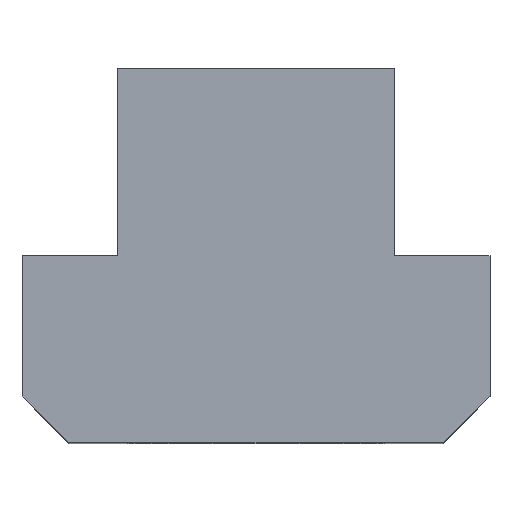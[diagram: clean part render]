
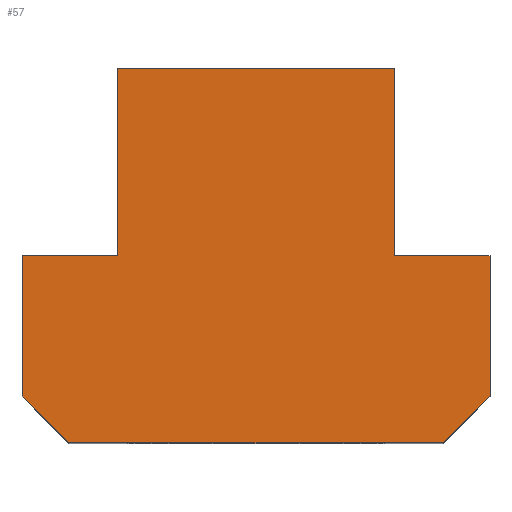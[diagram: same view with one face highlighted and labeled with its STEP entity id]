
A CAD part, top view. The second image highlights one B-rep face of the part: STEP entity #57.
In plain terms, the highlighted planar face has unit normal (0, 0, 1).
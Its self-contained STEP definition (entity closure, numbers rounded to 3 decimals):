
#57 = ADVANCED_FACE( '', ( #118 ), #119, .T. );
#118 = FACE_OUTER_BOUND( '', #175, .T. );
#119 = PLANE( '', #176 );
#175 = EDGE_LOOP( '', ( #268, #269, #270, #271, #272, #273, #274, #275, #276, #277 ) );
#176 = AXIS2_PLACEMENT_3D( '', #278, #279, #280 );
#268 = ORIENTED_EDGE( '', *, *, #359, .T. );
#269 = ORIENTED_EDGE( '', *, *, #360, .T. );
#270 = ORIENTED_EDGE( '', *, *, #338, .T. );
#271 = ORIENTED_EDGE( '', *, *, #361, .T. );
#272 = ORIENTED_EDGE( '', *, *, #324, .T. );
#273 = ORIENTED_EDGE( '', *, *, #357, .T. );
#274 = ORIENTED_EDGE( '', *, *, #362, .T. );
#275 = ORIENTED_EDGE( '', *, *, #333, .T. );
#276 = ORIENTED_EDGE( '', *, *, #363, .T. );
#277 = ORIENTED_EDGE( '', *, *, #343, .T. );
#278 = CARTESIAN_POINT( '', ( 0., 0., 20. ) );
#279 = DIRECTION( '', ( 0., 0., 1. ) );
#280 = DIRECTION( '', ( 1., 0., 0. ) );
#324 = EDGE_CURVE( '', #376, #374, #377, .T. );
#333 = EDGE_CURVE( '', #392, #390, #393, .T. );
#338 = EDGE_CURVE( '', #401, #399, #402, .T. );
#343 = EDGE_CURVE( '', #410, #408, #411, .T. );
#357 = EDGE_CURVE( '', #374, #427, #429, .T. );
#359 = EDGE_CURVE( '', #408, #431, #432, .T. );
#360 = EDGE_CURVE( '', #431, #401, #433, .T. );
#361 = EDGE_CURVE( '', #399, #376, #434, .T. );
#362 = EDGE_CURVE( '', #427, #392, #435, .T. );
#363 = EDGE_CURVE( '', #390, #410, #436, .T. );
#374 = VERTEX_POINT( '', #448 );
#376 = VERTEX_POINT( '', #451 );
#377 = LINE( '', #452, #453 );
#390 = VERTEX_POINT( '', #468 );
#392 = VERTEX_POINT( '', #471 );
#393 = LINE( '', #472, #473 );
#399 = VERTEX_POINT( '', #481 );
#401 = VERTEX_POINT( '', #484 );
#402 = LINE( '', #485, #486 );
#408 = VERTEX_POINT( '', #494 );
#410 = VERTEX_POINT( '', #497 );
#411 = LINE( '', #498, #499 );
#427 = VERTEX_POINT( '', #522 );
#429 = LINE( '', #525, #526 );
#431 = VERTEX_POINT( '', #528 );
#432 = LINE( '', #529, #530 );
#433 = LINE( '', #531, #532 );
#434 = LINE( '', #533, #534 );
#435 = LINE( '', #535, #536 );
#436 = LINE( '', #537, #538 );
#448 = CARTESIAN_POINT( '', ( 20., 16., 20. ) );
#451 = CARTESIAN_POINT( '', ( 20., 4., 20. ) );
#452 = CARTESIAN_POINT( '', ( 20., 4., 20. ) );
#453 = VECTOR( '', #548, 1000. );
#468 = CARTESIAN_POINT( '', ( -11.85, 32., 20. ) );
#471 = CARTESIAN_POINT( '', ( 11.85, 32., 20. ) );
#472 = CARTESIAN_POINT( '', ( 11.85, 32., 20. ) );
#473 = VECTOR( '', #561, 1000. );
#481 = CARTESIAN_POINT( '', ( 16., 0., 20. ) );
#484 = CARTESIAN_POINT( '', ( -16., 0., 20. ) );
#485 = CARTESIAN_POINT( '', ( -16., 0., 20. ) );
#486 = VECTOR( '', #565, 1000. );
#494 = CARTESIAN_POINT( '', ( -20., 16., 20. ) );
#497 = CARTESIAN_POINT( '', ( -11.85, 16., 20. ) );
#498 = CARTESIAN_POINT( '', ( -11.85, 16., 20. ) );
#499 = VECTOR( '', #569, 1000. );
#522 = CARTESIAN_POINT( '', ( 11.85, 16., 20. ) );
#525 = CARTESIAN_POINT( '', ( 20., 16., 20. ) );
#526 = VECTOR( '', #581, 1000. );
#528 = CARTESIAN_POINT( '', ( -20., 4., 20. ) );
#529 = CARTESIAN_POINT( '', ( -20., 16., 20. ) );
#530 = VECTOR( '', #582, 1000. );
#531 = CARTESIAN_POINT( '', ( -20., 4., 20. ) );
#532 = VECTOR( '', #583, 1000. );
#533 = CARTESIAN_POINT( '', ( 16., 0., 20. ) );
#534 = VECTOR( '', #584, 1000. );
#535 = CARTESIAN_POINT( '', ( 11.85, 16., 20. ) );
#536 = VECTOR( '', #585, 1000. );
#537 = CARTESIAN_POINT( '', ( -11.85, 32., 20. ) );
#538 = VECTOR( '', #586, 1000. );
#548 = DIRECTION( '', ( 0., 1., 0. ) );
#561 = DIRECTION( '', ( -1., 0., 0. ) );
#565 = DIRECTION( '', ( 1., 0., 0. ) );
#569 = DIRECTION( '', ( -1., 0., 0. ) );
#581 = DIRECTION( '', ( -1., 0., 0. ) );
#582 = DIRECTION( '', ( 0., -1., 0. ) );
#583 = DIRECTION( '', ( 0.707, -0.707, 0. ) );
#584 = DIRECTION( '', ( 0.707, 0.707, 0. ) );
#585 = DIRECTION( '', ( 0., 1., 0. ) );
#586 = DIRECTION( '', ( 0., -1., 0. ) );
